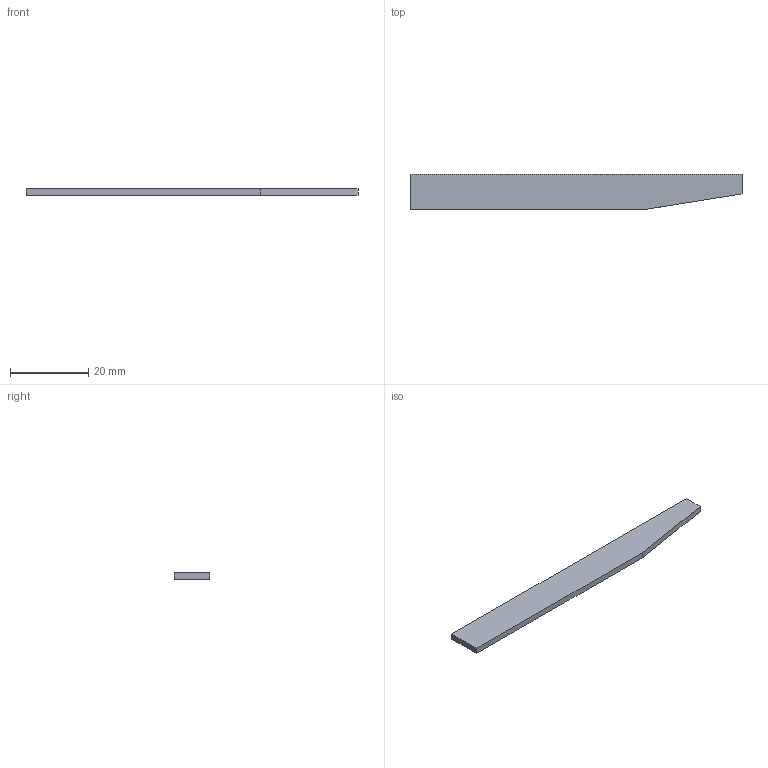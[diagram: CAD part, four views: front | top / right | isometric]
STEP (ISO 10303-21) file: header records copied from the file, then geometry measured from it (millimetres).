
FILE_DESCRIPTION(('KiCad electronic assembly'),'2;1');
FILE_NAME('OSSG_v0p3_esp32board_CAD.step','2022-05-21T14:24:28',( 'Pcbnew'),('Kicad'),'Open CASCADE STEP processor 7.5', 'KiCad to STEP converter','Unknown');
FILE_SCHEMA(('AUTOMOTIVE_DESIGN { 1 0 10303 214 1 1 1 1 }'));
Length unit declared in the file: millimetre
Products named in the file (2): OSSG_v0p3_esp32board_CAD 1; OSSG_v0p3 PCB
Assembly tree (1 placements, depth 2):
  OSSG_v0p3_esp32board_CAD 1
    OSSG_v0p3 PCB
Bounding box: 85 x 9 x 1.6 mm (x, y, z)
Volume: 1144 mm3; surface area: 1724.9 mm2
Topology: 1 solids, 1 shells, 7 faces, 15 edges, 10 vertices
Faces by surface type: plane 7
Entity records: 431 total; most frequent: CARTESIAN_POINT 64, DIRECTION 63, LINE 45, VECTOR 45, ORIENTED_EDGE 30, PCURVE 30, DEFINITIONAL_REPRESENTATION 30, EDGE_CURVE 15
